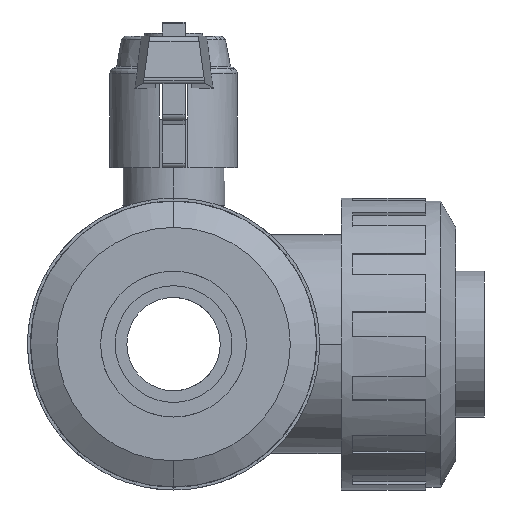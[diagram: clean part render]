
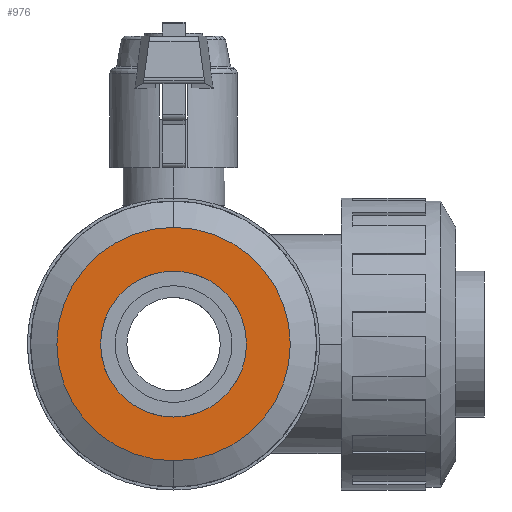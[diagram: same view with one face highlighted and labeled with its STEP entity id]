
A CAD part, left-side view. The second image highlights one B-rep face of the part: STEP entity #976.
In plain terms, the highlighted planar face has unit normal (-1, 0, 0).
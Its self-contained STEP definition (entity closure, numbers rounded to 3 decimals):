
#976=ADVANCED_FACE('',(#2073,#2074),#2075,.T.);
#2073=FACE_BOUND('',#3292,.T.);
#2074=FACE_OUTER_BOUND('',#3293,.T.);
#2075=PLANE('',#3294);
#3292=EDGE_LOOP('',(#6410,#6411));
#3293=EDGE_LOOP('',(#6412,#6413));
#3294=AXIS2_PLACEMENT_3D('',#6414,#6415,#6416);
#6410=ORIENTED_EDGE('',*,*,#8569,.F.);
#6411=ORIENTED_EDGE('',*,*,#7578,.F.);
#6412=ORIENTED_EDGE('',*,*,#7583,.T.);
#6413=ORIENTED_EDGE('',*,*,#8567,.T.);
#6414=CARTESIAN_POINT('',(-96.669,0.0,32.5));
#6415=DIRECTION('',(-1.0,0.0,0.0));
#6416=DIRECTION('',(0.0,-0.0,1.0));
#7578=EDGE_CURVE('',#9217,#9213,#9219,.T.);
#7583=EDGE_CURVE('',#9222,#9226,#9228,.T.);
#8567=EDGE_CURVE('',#9226,#9222,#10694,.T.);
#8569=EDGE_CURVE('',#9213,#9217,#10696,.T.);
#9213=VERTEX_POINT('',#11584);
#9217=VERTEX_POINT('',#11589);
#9219=CIRCLE('',#11592,25.0);
#9222=VERTEX_POINT('',#11595);
#9226=VERTEX_POINT('',#11600);
#9228=CIRCLE('',#11603,40.0);
#10694=CIRCLE('',#14029,40.0);
#10696=CIRCLE('',#14031,25.0);
#11584=CARTESIAN_POINT('',(-96.669,0.0,25.0));
#11589=CARTESIAN_POINT('',(-96.669,0.,-25.0));
#11592=AXIS2_PLACEMENT_3D('',#14826,#14827,#14828);
#11595=CARTESIAN_POINT('',(-96.669,0.0,40.0));
#11600=CARTESIAN_POINT('',(-96.669,0.,-40.0));
#11603=AXIS2_PLACEMENT_3D('',#14834,#14835,#14836);
#14029=AXIS2_PLACEMENT_3D('',#15998,#15999,#16000);
#14031=AXIS2_PLACEMENT_3D('',#16001,#16002,#16003);
#14826=CARTESIAN_POINT('',(-96.669,0.0,0.0));
#14827=DIRECTION('',(-1.0,0.0,0.0));
#14828=DIRECTION('',(0.0,-0.0,1.0));
#14834=CARTESIAN_POINT('',(-96.669,0.0,0.0));
#14835=DIRECTION('',(-1.0,0.0,0.0));
#14836=DIRECTION('',(0.0,-0.0,1.0));
#15998=CARTESIAN_POINT('',(-96.669,0.0,0.0));
#15999=DIRECTION('',(-1.0,0.0,0.0));
#16000=DIRECTION('',(0.0,-0.0,1.0));
#16001=CARTESIAN_POINT('',(-96.669,0.0,0.0));
#16002=DIRECTION('',(-1.0,0.0,0.0));
#16003=DIRECTION('',(0.0,-0.0,1.0));
